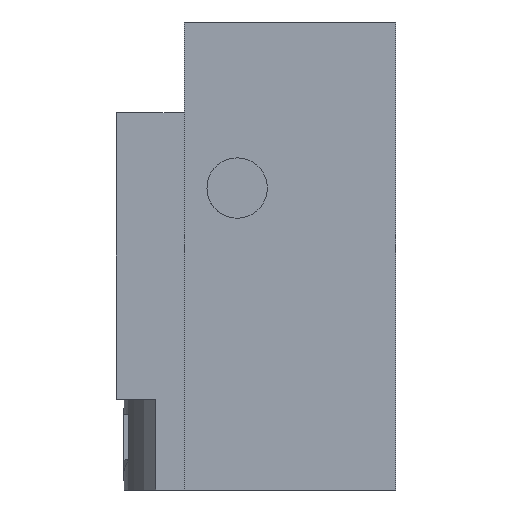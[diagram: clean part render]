
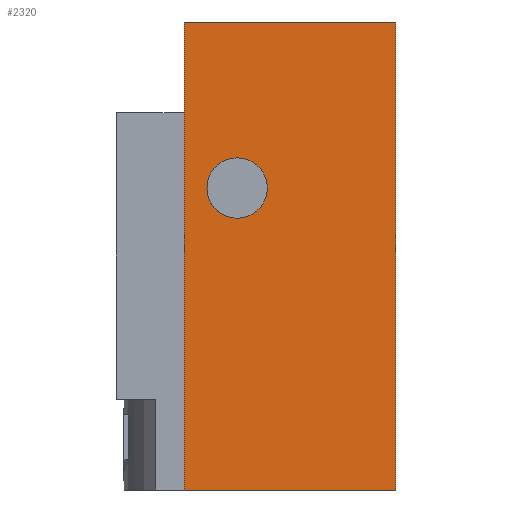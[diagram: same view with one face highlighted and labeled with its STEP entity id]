
A CAD part, left-side view. The second image highlights one B-rep face of the part: STEP entity #2320.
In plain terms, the highlighted planar face has unit normal (-1, 0, 0).
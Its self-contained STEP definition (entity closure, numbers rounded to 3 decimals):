
#774 = CARTESIAN_POINT ( 'NONE',  ( -50., -14., 0. ) ) ;
#849 = CARTESIAN_POINT ( 'NONE',  ( -50., 11., -22. ) ) ;
#900 = CARTESIAN_POINT ( 'NONE',  ( -50., 3., -22. ) ) ;
#1124 = CARTESIAN_POINT ( 'NONE',  ( -50., 14., -62. ) ) ;
#1185 = CARTESIAN_POINT ( 'NONE',  ( -50., 14., 0. ) ) ;
#1199 = CARTESIAN_POINT ( 'NONE',  ( -50., -14., -62. ) ) ;
#1276 = AXIS2_PLACEMENT_3D ( 'NONE', #8822, #8821, #8819 ) ;
#1343 = AXIS2_PLACEMENT_3D ( 'NONE', #5997, #5996, #5995 ) ;
#1403 = AXIS2_PLACEMENT_3D ( 'NONE', #5230, #5231, #5232 ) ;
#2320 = ADVANCED_FACE ( 'NONE', ( #10922, #10923 ), #8824, .T. ) ;
#3175 = EDGE_CURVE ( 'NONE', #9917, #9229, #7142, .T. ) ;
#3176 = EDGE_CURVE ( 'NONE', #9917, #9579, #7145, .T. ) ;
#3177 = EDGE_CURVE ( 'NONE', #9579, #9903, #7147, .T. ) ;
#3178 = EDGE_CURVE ( 'NONE', #9903, #9229, #7149, .T. ) ;
#3179 = EDGE_CURVE ( 'NONE', #9355, #9304, #7151, .T. ) ;
#3511 = CIRCLE ( 'NONE', #1403, 4. ) ;
#5230 = CARTESIAN_POINT ( 'NONE',  ( -50., 7., -22. ) ) ;
#5231 = DIRECTION ( 'NONE',  ( -1., 0., 0. ) ) ;
#5232 = DIRECTION ( 'NONE',  ( 0., -1., 0. ) ) ;
#5995 = DIRECTION ( 'NONE',  ( 0., -1., 0. ) ) ;
#5996 = DIRECTION ( 'NONE',  ( -1., 0., 0. ) ) ;
#5997 = CARTESIAN_POINT ( 'NONE',  ( -50., 7., -22. ) ) ;
#5998 = DIRECTION ( 'NONE',  ( 0., -1., 0. ) ) ;
#5999 = CARTESIAN_POINT ( 'NONE',  ( -50., 14., 0. ) ) ;
#6000 = DIRECTION ( 'NONE',  ( 0., 0., 1. ) ) ;
#6001 = CARTESIAN_POINT ( 'NONE',  ( -50., 14., -31. ) ) ;
#6002 = DIRECTION ( 'NONE',  ( 0., 1., 0. ) ) ;
#6003 = CARTESIAN_POINT ( 'NONE',  ( -50., -14., -62. ) ) ;
#6004 = DIRECTION ( 'NONE',  ( 0., 0., 1. ) ) ;
#6005 = CARTESIAN_POINT ( 'NONE',  ( -50., -14., -31. ) ) ;
#6311 = EDGE_CURVE ( 'NONE', #9304, #9355, #3511, .T. ) ;
#7142 = LINE ( 'NONE', #6005, #7144 ) ;
#7144 = VECTOR ( 'NONE', #6004, 1000. ) ;
#7145 = LINE ( 'NONE', #6003, #7146 ) ;
#7146 = VECTOR ( 'NONE', #6002, 1000. ) ;
#7147 = LINE ( 'NONE', #6001, #7148 ) ;
#7148 = VECTOR ( 'NONE', #6000, 1000. ) ;
#7149 = LINE ( 'NONE', #5999, #7150 ) ;
#7150 = VECTOR ( 'NONE', #5998, 1000. ) ;
#7151 = CIRCLE ( 'NONE', #1343, 4. ) ;
#8819 = DIRECTION ( 'NONE',  ( 0., -1., 0. ) ) ;
#8821 = DIRECTION ( 'NONE',  ( -1., 0., 0. ) ) ;
#8822 = CARTESIAN_POINT ( 'NONE',  ( -50., 14., -31. ) ) ;
#8824 = PLANE ( 'NONE',  #1276 ) ;
#9229 = VERTEX_POINT ( 'NONE', #774 ) ;
#9304 = VERTEX_POINT ( 'NONE', #849 ) ;
#9355 = VERTEX_POINT ( 'NONE', #900 ) ;
#9579 = VERTEX_POINT ( 'NONE', #1124 ) ;
#9903 = VERTEX_POINT ( 'NONE', #1185 ) ;
#9917 = VERTEX_POINT ( 'NONE', #1199 ) ;
#10144 = EDGE_LOOP ( 'NONE', ( #10531, #10532, #10533, #10534 ) ) ;
#10145 = EDGE_LOOP ( 'NONE', ( #10529, #10530 ) ) ;
#10529 = ORIENTED_EDGE ( 'NONE', *, *, #3179, .F. ) ;
#10530 = ORIENTED_EDGE ( 'NONE', *, *, #6311, .F. ) ;
#10531 = ORIENTED_EDGE ( 'NONE', *, *, #3178, .F. ) ;
#10532 = ORIENTED_EDGE ( 'NONE', *, *, #3177, .F. ) ;
#10533 = ORIENTED_EDGE ( 'NONE', *, *, #3176, .F. ) ;
#10534 = ORIENTED_EDGE ( 'NONE', *, *, #3175, .T. ) ;
#10922 = FACE_BOUND ( 'NONE', #10145, .T. ) ;
#10923 = FACE_OUTER_BOUND ( 'NONE', #10144, .T. ) ;
